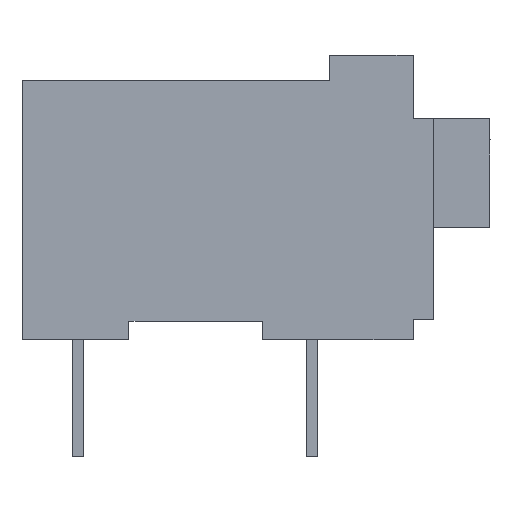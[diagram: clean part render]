
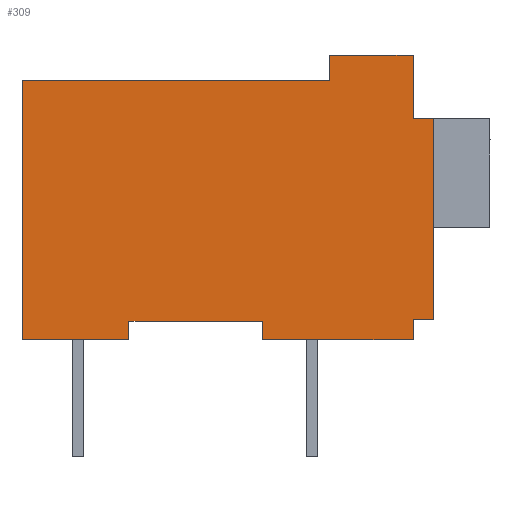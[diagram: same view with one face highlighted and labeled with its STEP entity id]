
A CAD part, left-side view. The second image highlights one B-rep face of the part: STEP entity #309.
In plain terms, the highlighted planar face has unit normal (-1, 0, 0).
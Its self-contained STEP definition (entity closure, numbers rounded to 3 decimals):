
#209=AXIS2_PLACEMENT_3D('Plane Axis2P3D',#206,#207,#208) ;
#63=CARTESIAN_POINT('Vertex',(0.,14.,3.5)) ;
#66=CARTESIAN_POINT('Line Origine',(0.,14.,7.375)) ;
#70=CARTESIAN_POINT('Vertex',(0.,14.,11.25)) ;
#191=CARTESIAN_POINT('Vertex',(0.,10.8,3.5)) ;
#194=CARTESIAN_POINT('Line Origine',(0.,12.4,3.5)) ;
#206=CARTESIAN_POINT('Axis2P3D Location',(0.,14.,2.)) ;
#211=CARTESIAN_POINT('Line Origine',(0.,4.8,11.625)) ;
#215=CARTESIAN_POINT('Vertex',(0.,4.8,12.)) ;
#217=CARTESIAN_POINT('Vertex',(0.,4.8,11.25)) ;
#220=CARTESIAN_POINT('Line Origine',(0.,9.4,11.25)) ;
#225=CARTESIAN_POINT('Line Origine',(0.,10.8,3.775)) ;
#229=CARTESIAN_POINT('Vertex',(0.,10.8,4.05)) ;
#232=CARTESIAN_POINT('Line Origine',(0.,8.8,4.05)) ;
#236=CARTESIAN_POINT('Vertex',(0.,6.8,4.05)) ;
#239=CARTESIAN_POINT('Line Origine',(0.,6.8,3.775)) ;
#243=CARTESIAN_POINT('Vertex',(0.,6.8,3.5)) ;
#246=CARTESIAN_POINT('Line Origine',(0.,4.55,3.5)) ;
#250=CARTESIAN_POINT('Vertex',(0.,2.3,3.5)) ;
#253=CARTESIAN_POINT('Line Origine',(0.,2.3,3.8)) ;
#257=CARTESIAN_POINT('Vertex',(0.,2.3,4.1)) ;
#260=CARTESIAN_POINT('Line Origine',(0.,2.,4.1)) ;
#264=CARTESIAN_POINT('Vertex',(0.,1.7,4.1)) ;
#267=CARTESIAN_POINT('Line Origine',(0.,1.7,7.1)) ;
#271=CARTESIAN_POINT('Vertex',(0.,1.7,10.1)) ;
#274=CARTESIAN_POINT('Line Origine',(0.,2.,10.1)) ;
#278=CARTESIAN_POINT('Vertex',(0.,2.3,10.1)) ;
#281=CARTESIAN_POINT('Line Origine',(0.,2.3,11.05)) ;
#285=CARTESIAN_POINT('Vertex',(0.,2.3,12.)) ;
#288=CARTESIAN_POINT('Line Origine',(0.,3.55,12.)) ;
#67=DIRECTION('Vector Direction',(0.,0.,-1.)) ;
#195=DIRECTION('Vector Direction',(0.,-1.,0.)) ;
#207=DIRECTION('Axis2P3D Direction',(-1.,0.,0.)) ;
#208=DIRECTION('Axis2P3D XDirection',(0.,-1.,0.)) ;
#212=DIRECTION('Vector Direction',(0.,0.,1.)) ;
#221=DIRECTION('Vector Direction',(0.,1.,0.)) ;
#226=DIRECTION('Vector Direction',(0.,0.,1.)) ;
#233=DIRECTION('Vector Direction',(0.,-1.,0.)) ;
#240=DIRECTION('Vector Direction',(0.,0.,1.)) ;
#247=DIRECTION('Vector Direction',(0.,-1.,0.)) ;
#254=DIRECTION('Vector Direction',(0.,0.,1.)) ;
#261=DIRECTION('Vector Direction',(0.,-1.,0.)) ;
#268=DIRECTION('Vector Direction',(0.,0.,-1.)) ;
#275=DIRECTION('Vector Direction',(0.,1.,0.)) ;
#282=DIRECTION('Vector Direction',(0.,0.,1.)) ;
#289=DIRECTION('Vector Direction',(0.,-1.,0.)) ;
#68=VECTOR('Line Direction',#67,1.) ;
#196=VECTOR('Line Direction',#195,1.) ;
#213=VECTOR('Line Direction',#212,1.) ;
#222=VECTOR('Line Direction',#221,1.) ;
#227=VECTOR('Line Direction',#226,1.) ;
#234=VECTOR('Line Direction',#233,1.) ;
#241=VECTOR('Line Direction',#240,1.) ;
#248=VECTOR('Line Direction',#247,1.) ;
#255=VECTOR('Line Direction',#254,1.) ;
#262=VECTOR('Line Direction',#261,1.) ;
#269=VECTOR('Line Direction',#268,1.) ;
#276=VECTOR('Line Direction',#275,1.) ;
#283=VECTOR('Line Direction',#282,1.) ;
#290=VECTOR('Line Direction',#289,1.) ;
#294=ORIENTED_EDGE('',*,*,#219,.T.) ;
#295=ORIENTED_EDGE('',*,*,#224,.T.) ;
#296=ORIENTED_EDGE('',*,*,#72,.T.) ;
#297=ORIENTED_EDGE('',*,*,#198,.T.) ;
#298=ORIENTED_EDGE('',*,*,#231,.T.) ;
#299=ORIENTED_EDGE('',*,*,#238,.T.) ;
#300=ORIENTED_EDGE('',*,*,#245,.T.) ;
#301=ORIENTED_EDGE('',*,*,#252,.T.) ;
#302=ORIENTED_EDGE('',*,*,#259,.T.) ;
#303=ORIENTED_EDGE('',*,*,#266,.T.) ;
#304=ORIENTED_EDGE('',*,*,#273,.T.) ;
#305=ORIENTED_EDGE('',*,*,#280,.T.) ;
#306=ORIENTED_EDGE('',*,*,#287,.T.) ;
#307=ORIENTED_EDGE('',*,*,#292,.T.) ;
#309=ADVANCED_FACE('HOUSING',(#308),#210,.T.) ;
#72=EDGE_CURVE('',#71,#64,#69,.T.) ;
#198=EDGE_CURVE('',#64,#192,#197,.T.) ;
#219=EDGE_CURVE('',#216,#218,#214,.F.) ;
#224=EDGE_CURVE('',#218,#71,#223,.T.) ;
#231=EDGE_CURVE('',#192,#230,#228,.T.) ;
#238=EDGE_CURVE('',#230,#237,#235,.T.) ;
#245=EDGE_CURVE('',#237,#244,#242,.F.) ;
#252=EDGE_CURVE('',#244,#251,#249,.T.) ;
#259=EDGE_CURVE('',#251,#258,#256,.T.) ;
#266=EDGE_CURVE('',#258,#265,#263,.T.) ;
#273=EDGE_CURVE('',#265,#272,#270,.F.) ;
#280=EDGE_CURVE('',#272,#279,#277,.T.) ;
#287=EDGE_CURVE('',#279,#286,#284,.T.) ;
#292=EDGE_CURVE('',#286,#216,#291,.F.) ;
#293=EDGE_LOOP('',(#294,#295,#296,#297,#298,#299,#300,#301,#302,#303,#304,#305,#306,#307)) ;
#308=FACE_OUTER_BOUND('',#293,.T.) ;
#69=LINE('Line',#66,#68) ;
#197=LINE('Line',#194,#196) ;
#214=LINE('Line',#211,#213) ;
#223=LINE('Line',#220,#222) ;
#228=LINE('Line',#225,#227) ;
#235=LINE('Line',#232,#234) ;
#242=LINE('Line',#239,#241) ;
#249=LINE('Line',#246,#248) ;
#256=LINE('Line',#253,#255) ;
#263=LINE('Line',#260,#262) ;
#270=LINE('Line',#267,#269) ;
#277=LINE('Line',#274,#276) ;
#284=LINE('Line',#281,#283) ;
#291=LINE('Line',#288,#290) ;
#210=PLANE('',#209) ;
#64=VERTEX_POINT('',#63) ;
#71=VERTEX_POINT('',#70) ;
#192=VERTEX_POINT('',#191) ;
#216=VERTEX_POINT('',#215) ;
#218=VERTEX_POINT('',#217) ;
#230=VERTEX_POINT('',#229) ;
#237=VERTEX_POINT('',#236) ;
#244=VERTEX_POINT('',#243) ;
#251=VERTEX_POINT('',#250) ;
#258=VERTEX_POINT('',#257) ;
#265=VERTEX_POINT('',#264) ;
#272=VERTEX_POINT('',#271) ;
#279=VERTEX_POINT('',#278) ;
#286=VERTEX_POINT('',#285) ;
